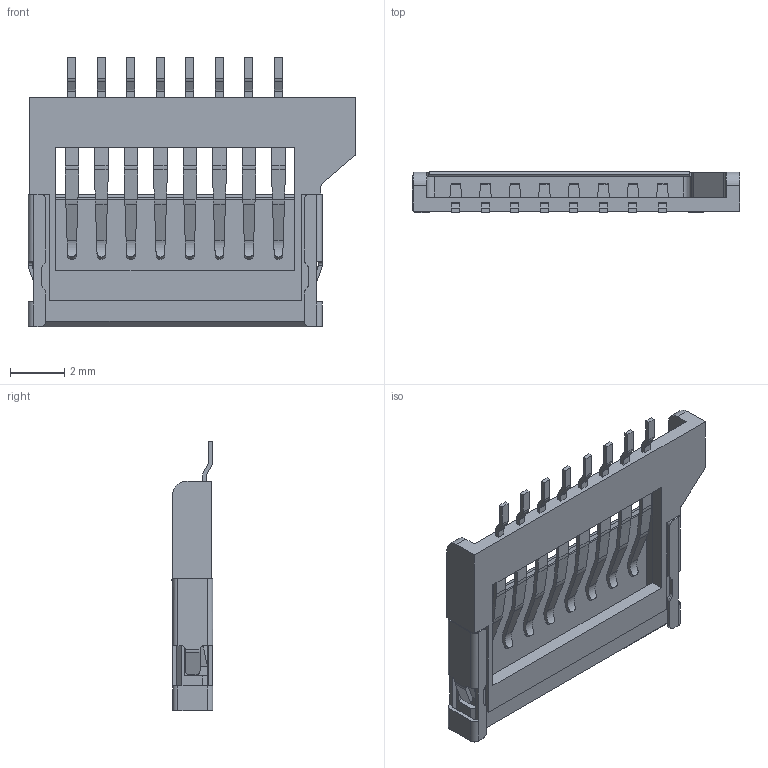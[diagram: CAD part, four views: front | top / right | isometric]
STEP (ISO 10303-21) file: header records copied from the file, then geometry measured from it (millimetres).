
FILE_DESCRIPTION(/* description */ (''),/* implementation_level */ '2;1');
FILE_NAME(/* name */ 'sd_ATTEND 112K-TAA0-RA1.step',/* time_stamp */ '2020-03-02T02:03:13+01:00',/* author */ ('Marek'),/* organization */ (''),/* preprocessor_version */ 'ST-DEVELOPER v18',/* originating_system */ 'Autodesk Inventor 2020',/* authorisation */ '');
FILE_SCHEMA (('AUTOMOTIVE_DESIGN { 1 0 10303 214 3 1 1 }'));
Length unit declared in the file: millimetre
Products named in the file (2): Zespół1; Część1
Assembly tree (1 placements, depth 2):
  Zespół1
    Część1
Bounding box: 12.09 x 1.54 x 9.96 mm (x, y, z)
Volume: 44.3 mm3; surface area: 365 mm2
Topology: 1 solids, 1 shells, 474 faces, 1251 edges, 789 vertices
Faces by surface type: plane 292, cylinder 132, bspline 50
Entity records: 16877 total; most frequent: CARTESIAN_POINT 4753, ORIENTED_EDGE 2498, DIRECTION 2281, EDGE_CURVE 1249, LINE 943, VECTOR 943, VERTEX_POINT 785, AXIS2_PLACEMENT_3D 669
